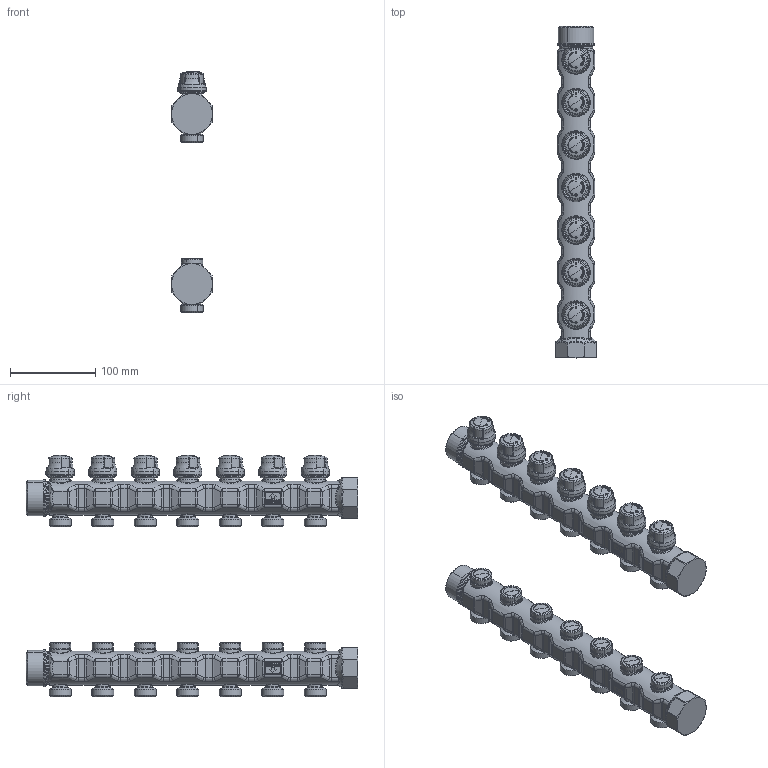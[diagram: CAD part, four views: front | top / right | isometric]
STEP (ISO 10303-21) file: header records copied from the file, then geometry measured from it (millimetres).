
FILE_DESCRIPTION(('CATIA V5 STEP Exchange','CAx-IF Rec.Pracs.--- Model Styling and Organization---1.5--- 2016-08-15','CAx-IF Rec.Pracs.---Supplemental Geometry---1.0---2011-11-01','CAx-IF Rec.Pracs.--- Composite Materials ---3.4---2017-06-13','CAx-IF Rec.Pracs.---Tessellated 3D Geometry---1.0---2015-12-17'),'2;1');
FILE_NAME('STEP_663775_-_TST.stp','2025-07-02T12:06:45+00:00',('none'),('none'),'CATIA Version 5-6 Release 2020 SP5','CATIA V5 STEP AP242 v2','none');
FILE_SCHEMA(('AP242_MANAGED_MODEL_BASED_3D_ENGINEERING_MIM_LF {1 0 10303 442 1 1 4}'));
Products named in the file (1): 663775 - TST
Bounding box: 48 x 390 x 283.6 mm (x, y, z)
Volume: 1358875 mm3; surface area: 164834.9 mm2
Topology: 2 solids, 9 shells, 3315 faces, 8160 edges, 4705 vertices
Faces by surface type: plane 1009, bspline 928, cylinder 649, sphere 320, cone 229, torus 180
Entity records: 128918 total; most frequent: CARTESIAN_POINT 64963, ORIENTED_EDGE 15672, EDGE_CURVE 7836, DIRECTION 7402, VERTEX_POINT 4705, B_SPLINE_CURVE_WITH_KNOTS 3878, EDGE_LOOP 3481, AXIS2_PLACEMENT_3D 3326
